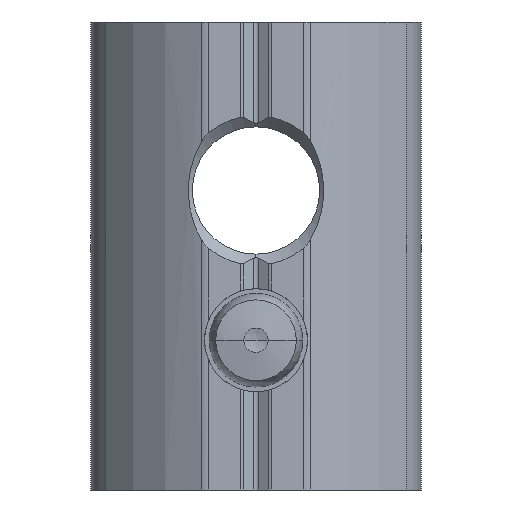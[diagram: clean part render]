
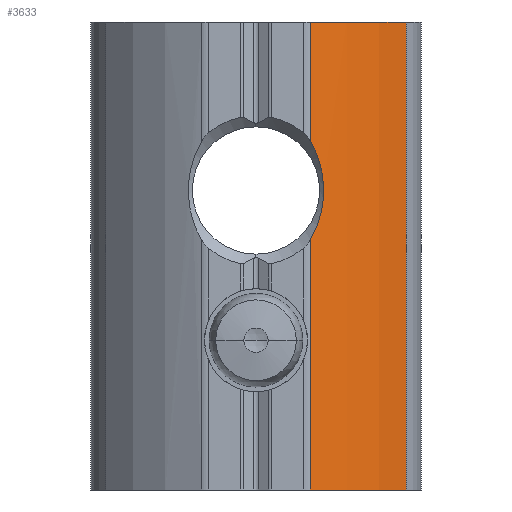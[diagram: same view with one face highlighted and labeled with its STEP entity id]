
A CAD part, front view. The second image highlights one B-rep face of the part: STEP entity #3633.
In plain terms, the highlighted cylindrical face has radius 12.4 mm (diameter 24.8 mm), a partial arc.
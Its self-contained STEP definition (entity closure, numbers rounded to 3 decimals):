
#111 = CARTESIAN_POINT ( 'NONE',  ( 2.91, 0.073, -50. ) ) ;
#117 = EDGE_CURVE ( 'NONE', #3149, #3510, #2642, .T. ) ;
#277 = DIRECTION ( 'NONE',  ( -1., 0., 0. ) ) ;
#403 = VERTEX_POINT ( 'NONE', #744 ) ;
#419 = CARTESIAN_POINT ( 'NONE',  ( 3.615, 0.385, -34.237 ) ) ;
#516 = DIRECTION ( 'NONE',  ( 0., 0., 1. ) ) ;
#618 = DIRECTION ( 'NONE',  ( 0., 0., 1. ) ) ;
#621 = DIRECTION ( 'NONE',  ( 0., 0., 1. ) ) ;
#638 = CARTESIAN_POINT ( 'NONE',  ( 2.91, 0.073, -50. ) ) ;
#692 = CARTESIAN_POINT ( 'NONE',  ( 2.91, 0.073, -31.364 ) ) ;
#744 = CARTESIAN_POINT ( 'NONE',  ( 2.91, 0.073, -31.364 ) ) ;
#795 = VERTEX_POINT ( 'NONE', #2827 ) ;
#797 = EDGE_CURVE ( 'NONE', #1859, #795, #2041, .T. ) ;
#823 = LINE ( 'NONE', #3685, #3138 ) ;
#912 = EDGE_CURVE ( 'NONE', #3149, #3413, #1218, .T. ) ;
#1030 = CARTESIAN_POINT ( 'NONE',  ( 2.91, 0.073, -25. ) ) ;
#1069 = DIRECTION ( 'NONE',  ( 1., 0., 0. ) ) ;
#1138 = EDGE_CURVE ( 'NONE', #3413, #795, #823, .T. ) ;
#1218 = CIRCLE ( 'NONE', #3366, 12.4 ) ;
#1335 = DIRECTION ( 'NONE',  ( 0., 0., 1. ) ) ;
#1477 = ORIENTED_EDGE ( 'NONE', *, *, #3242, .F. ) ;
#1589 = CARTESIAN_POINT ( 'NONE',  ( 3.14, 0.167, -36.243 ) ) ;
#1609 = ORIENTED_EDGE ( 'NONE', *, *, #797, .F. ) ;
#1659 = ORIENTED_EDGE ( 'NONE', *, *, #2336, .F. ) ;
#1716 = EDGE_LOOP ( 'NONE', ( #1659, #3318, #3209, #3022, #1609, #1477 ) ) ;
#1784 = CARTESIAN_POINT ( 'NONE',  ( -1.75, 11.564, -50. ) ) ;
#1859 = VERTEX_POINT ( 'NONE', #1030 ) ;
#1934 = CARTESIAN_POINT ( 'NONE',  ( 3.141, 0.167, -31.758 ) ) ;
#1983 = CARTESIAN_POINT ( 'NONE',  ( -1.75, 11.564, -25. ) ) ;
#2041 = CIRCLE ( 'NONE', #2218, 12.4 ) ;
#2151 = CARTESIAN_POINT ( 'NONE',  ( 3.6, 0.378, -33.539 ) ) ;
#2168 = CARTESIAN_POINT ( 'NONE',  ( 3.315, 0.245, -35.823 ) ) ;
#2181 = CARTESIAN_POINT ( 'NONE',  ( 3.6, 0.378, -34.467 ) ) ;
#2188 = VECTOR ( 'NONE', #621, 1000. ) ;
#2218 = AXIS2_PLACEMENT_3D ( 'NONE', #1983, #3122, #2566 ) ;
#2336 = EDGE_CURVE ( 'NONE', #3510, #403, #3446, .T. ) ;
#2443 = CARTESIAN_POINT ( 'NONE',  ( 3.496, 0.328, -32.854 ) ) ;
#2497 = LINE ( 'NONE', #3110, #3248 ) ;
#2501 = CARTESIAN_POINT ( 'NONE',  ( 2.91, 0.073, -36.636 ) ) ;
#2540 = DIRECTION ( 'NONE',  ( 0., 0., 1. ) ) ;
#2566 = DIRECTION ( 'NONE',  ( -1., 0., 0. ) ) ;
#2642 = LINE ( 'NONE', #638, #2188 ) ;
#2755 = CARTESIAN_POINT ( 'NONE',  ( 3.54, 0.349, -34.924 ) ) ;
#2827 = CARTESIAN_POINT ( 'NONE',  ( 8.034, 3.946, -25. ) ) ;
#2897 = CARTESIAN_POINT ( 'NONE',  ( 8.034, 3.946, -50. ) ) ;
#2974 = CARTESIAN_POINT ( 'NONE',  ( 2.91, 0.073, -36.636 ) ) ;
#3022 = ORIENTED_EDGE ( 'NONE', *, *, #1138, .T. ) ;
#3041 = CARTESIAN_POINT ( 'NONE',  ( 3.54, 0.349, -33.079 ) ) ;
#3083 = CARTESIAN_POINT ( 'NONE',  ( 3.495, 0.328, -35.152 ) ) ;
#3105 = CARTESIAN_POINT ( 'NONE',  ( -1.75, 11.564, -50. ) ) ;
#3110 = CARTESIAN_POINT ( 'NONE',  ( 2.91, 0.073, -50. ) ) ;
#3122 = DIRECTION ( 'NONE',  ( 0., 0., 1. ) ) ;
#3138 = VECTOR ( 'NONE', #2540, 1000. ) ;
#3149 = VERTEX_POINT ( 'NONE', #111 ) ;
#3209 = ORIENTED_EDGE ( 'NONE', *, *, #912, .T. ) ;
#3242 = EDGE_CURVE ( 'NONE', #403, #1859, #2497, .T. ) ;
#3248 = VECTOR ( 'NONE', #516, 1000. ) ;
#3318 = ORIENTED_EDGE ( 'NONE', *, *, #117, .F. ) ;
#3320 = CARTESIAN_POINT ( 'NONE',  ( 3.615, 0.385, -33.774 ) ) ;
#3366 = AXIS2_PLACEMENT_3D ( 'NONE', #1784, #618, #277 ) ;
#3380 = CARTESIAN_POINT ( 'NONE',  ( 3.319, 0.247, -32.189 ) ) ;
#3413 = VERTEX_POINT ( 'NONE', #2897 ) ;
#3427 = FACE_OUTER_BOUND ( 'NONE', #1716, .T. ) ;
#3446 = B_SPLINE_CURVE_WITH_KNOTS ( 'NONE', 3,
 ( #2501, #1589, #2168, #3083, #2755, #2181, #419, #3320, #2151, #3041, #2443, #3380, #1934, #692 ),
 .UNSPECIFIED., .F., .F.,
 ( 4, 2, 2, 2, 2, 2, 4 ),
 ( 0., 0.002, 0.002, 0.003, 0.004, 0.004, 0.006 ),
 .UNSPECIFIED. ) ;
#3510 = VERTEX_POINT ( 'NONE', #2974 ) ;
#3633 = ADVANCED_FACE ( 'NONE', ( #3427 ), #3692, .T. ) ;
#3685 = CARTESIAN_POINT ( 'NONE',  ( 8.034, 3.946, -50. ) ) ;
#3692 = CYLINDRICAL_SURFACE ( 'NONE', #3738, 12.4 ) ;
#3738 = AXIS2_PLACEMENT_3D ( 'NONE', #3105, #1335, #1069 ) ;
